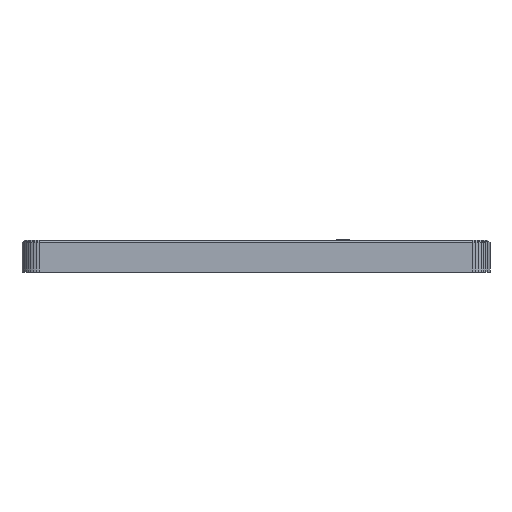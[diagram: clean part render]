
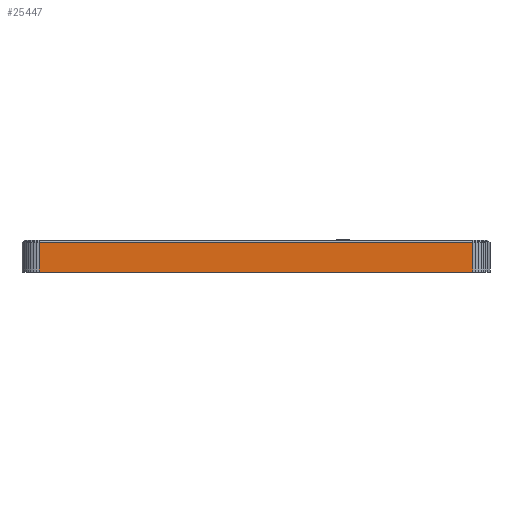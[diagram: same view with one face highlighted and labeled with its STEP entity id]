
A CAD part, front view. The second image highlights one B-rep face of the part: STEP entity #25447.
In plain terms, the highlighted planar face has unit normal (0, -1, 0).
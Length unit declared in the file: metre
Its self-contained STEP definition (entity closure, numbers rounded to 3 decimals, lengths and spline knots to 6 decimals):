
#1538=LINE('',#37804,#4835);
#1539=LINE('',#37807,#4836);
#1540=LINE('',#37809,#4837);
#1541=LINE('',#37811,#4838);
#4835=VECTOR('',#30151,1.);
#4836=VECTOR('',#30152,1.);
#4837=VECTOR('',#30153,1.);
#4838=VECTOR('',#30154,1.);
#8802=ORIENTED_EDGE('',*,*,#16135,.F.);
#8803=ORIENTED_EDGE('',*,*,#16136,.F.);
#8804=ORIENTED_EDGE('',*,*,#16137,.F.);
#8805=ORIENTED_EDGE('',*,*,#16138,.F.);
#16135=EDGE_CURVE('',#19707,#19708,#1538,.T.);
#16136=EDGE_CURVE('',#19709,#19707,#1539,.T.);
#16137=EDGE_CURVE('',#19710,#19709,#1540,.T.);
#16138=EDGE_CURVE('',#19708,#19710,#1541,.T.);
#19707=VERTEX_POINT('',#37805);
#19708=VERTEX_POINT('',#37806);
#19709=VERTEX_POINT('',#37808);
#19710=VERTEX_POINT('',#37810);
#21143=EDGE_LOOP('',(#8802,#8803,#8804,#8805));
#22680=FACE_BOUND('',#21143,.T.);
#24191=PLANE('',#27037);
#25447=ADVANCED_FACE('',(#22680),#24191,.T.);
#27037=AXIS2_PLACEMENT_3D('',#37803,#30149,#30150);
#30149=DIRECTION('',(0.,-1.,0.));
#30150=DIRECTION('',(0.,0.,-1.));
#30151=DIRECTION('',(0.,0.,-1.));
#30152=DIRECTION('',(1.,0.,0.));
#30153=DIRECTION('',(0.,0.,1.));
#30154=DIRECTION('',(-1.,0.,0.));
#37803=CARTESIAN_POINT('',(0.200013,0.037057,-0.0053));
#37804=CARTESIAN_POINT('',(0.350888,0.037057,0.005));
#37805=CARTESIAN_POINT('',(0.350888,0.037057,0.005));
#37806=CARTESIAN_POINT('',(0.350888,0.037057,-0.0156));
#37807=CARTESIAN_POINT('',(0.049138,0.037057,0.005));
#37808=CARTESIAN_POINT('',(0.049138,0.037057,0.005));
#37809=CARTESIAN_POINT('',(0.049138,0.037057,-0.0156));
#37810=CARTESIAN_POINT('',(0.049138,0.037057,-0.0156));
#37811=CARTESIAN_POINT('',(0.350888,0.037057,-0.0156));
